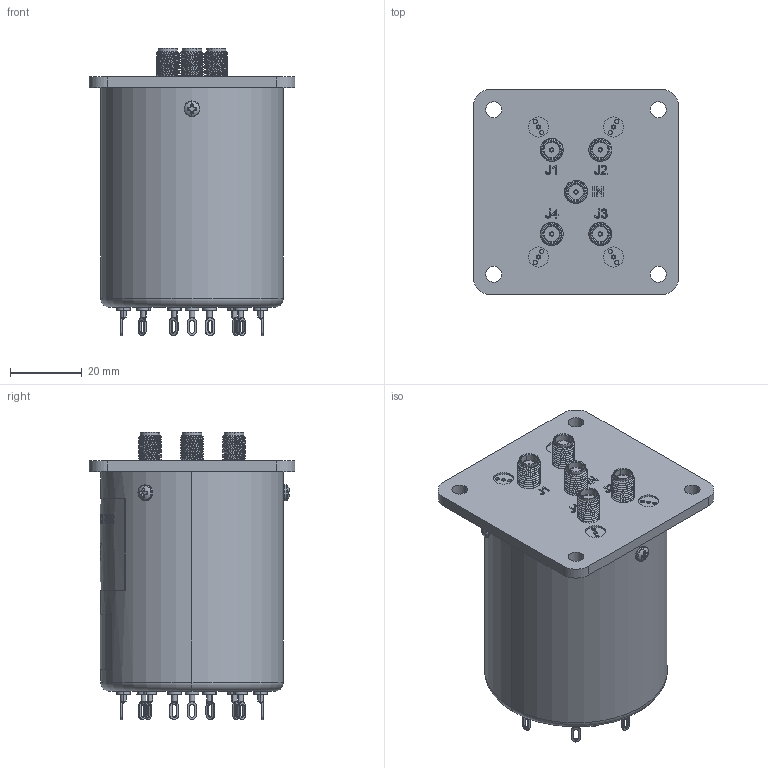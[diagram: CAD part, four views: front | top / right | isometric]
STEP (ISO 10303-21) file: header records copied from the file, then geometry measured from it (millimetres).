
FILE_DESCRIPTION (( 'STEP AP214' ), '1' );
FILE_NAME ('FMSW6473.step', '2021-02-25T21:32:26', ( '' ), ( '' ), 'SwSTEP 2.0', 'SolidWorks 2018', '' );
FILE_SCHEMA (( 'AUTOMOTIVE_DESIGN' ));
Length unit declared in the file: inch
Products named in the file (1): FMSW6473
Bounding box: 57.15 x 57.15 x 79.76 mm (x, y, z)
Volume: 134287.2 mm3; surface area: 19012.5 mm2
Topology: 4 solids, 4 shells, 1236 faces, 3412 edges, 2245 vertices
Faces by surface type: cylinder 527, plane 354, bspline 263, cone 72, torus 14, sphere 6
Entity records: 65314 total; most frequent: CARTESIAN_POINT 37065, ORIENTED_EDGE 6776, DIRECTION 4762, EDGE_CURVE 3388, VERTEX_POINT 2245, AXIS2_PLACEMENT_3D 1821, EDGE_LOOP 1353, FACE_OUTER_BOUND 1236
